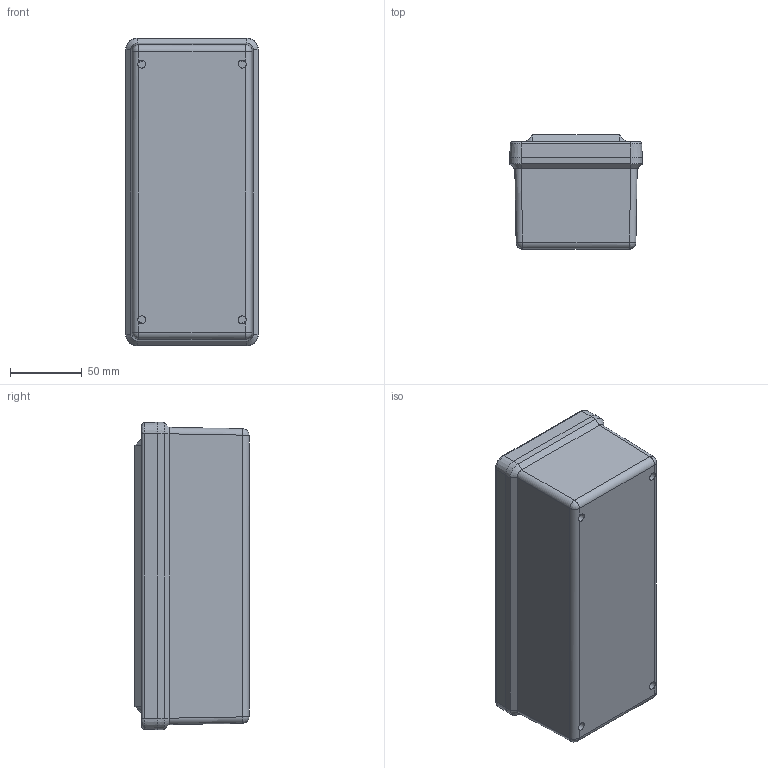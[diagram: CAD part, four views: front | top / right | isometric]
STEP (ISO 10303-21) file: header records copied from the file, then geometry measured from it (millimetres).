
FILE_DESCRIPTION (( 'STEP AP214' ), '1' );
FILE_NAME ('CO832.STEP', '2018-11-08T23:32:36', ( '' ), ( '' ), 'SwSTEP 2.0', 'SolidWorks 2018', '' );
FILE_SCHEMA (( 'AUTOMOTIVE_DESIGN' ));
Length unit declared in the file: inch
Products named in the file (1): CO832
Bounding box: 92.08 x 79.25 x 213.6 mm (x, y, z)
Volume: 306830.1 mm3; surface area: 178817.8 mm2
Topology: 11 solids, 11 shells, 375 faces, 940 edges, 596 vertices
Faces by surface type: plane 167, cylinder 112, bspline 44, cone 44, torus 8
Full cylindrical faces by diameter (mm): 4.039 x4, 4.496 x4, 4.826 x4, 5.556 x8, 6.858 x4, 9.423 x4, 9.525 x4
Entity records: 18641 total; most frequent: CARTESIAN_POINT 5180, ORIENTED_EDGE 1768, DIRECTION 1660, EDGE_CURVE 884, AXIS2_PLACEMENT_3D 608, VERTEX_POINT 588, EDGE_LOOP 458, LINE 444
